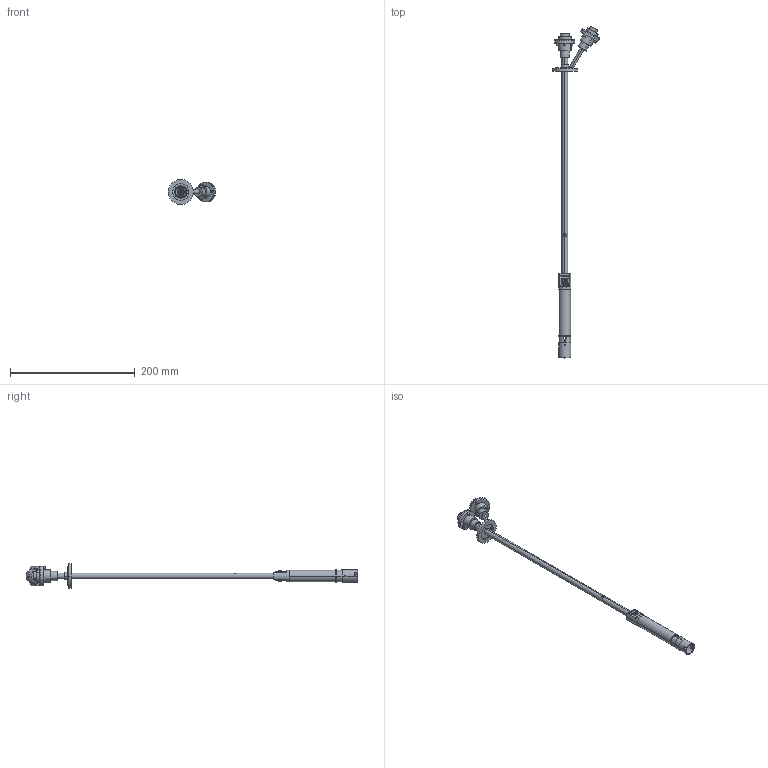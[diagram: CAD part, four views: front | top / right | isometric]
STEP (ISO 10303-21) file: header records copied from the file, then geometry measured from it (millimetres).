
FILE_DESCRIPTION (( 'STEP AP214' ), '1' );
FILE_NAME ('MGPS_Insert.STEP', '2017-08-19T14:11:37', ( 'Sidh Singh' ), ( '' ), 'SwSTEP 2.0', 'SolidWorks 2012', '' );
FILE_SCHEMA (( 'AUTOMOTIVE_DESIGN' ));
Length unit declared in the file: millimetre
Products named in the file (1): MGPS_Insert
Bounding box: 75.93 x 531.84 x 40 mm (x, y, z)
Surface area: 45087.3 mm2 (no closed solid volume)
Topology: 0 solids, 45 shells, 269 faces, 1026 edges, 796 vertices
Faces by surface type: cylinder 151, plane 95, torus 12, cone 7, sphere 4
Entity records: 14625 total; most frequent: CARTESIAN_POINT 2898, DIRECTION 1899, ORIENTED_EDGE 1493, EDGE_CURVE 1026, VERTEX_POINT 796, AXIS2_PLACEMENT_3D 665, LINE 569, VECTOR 569
